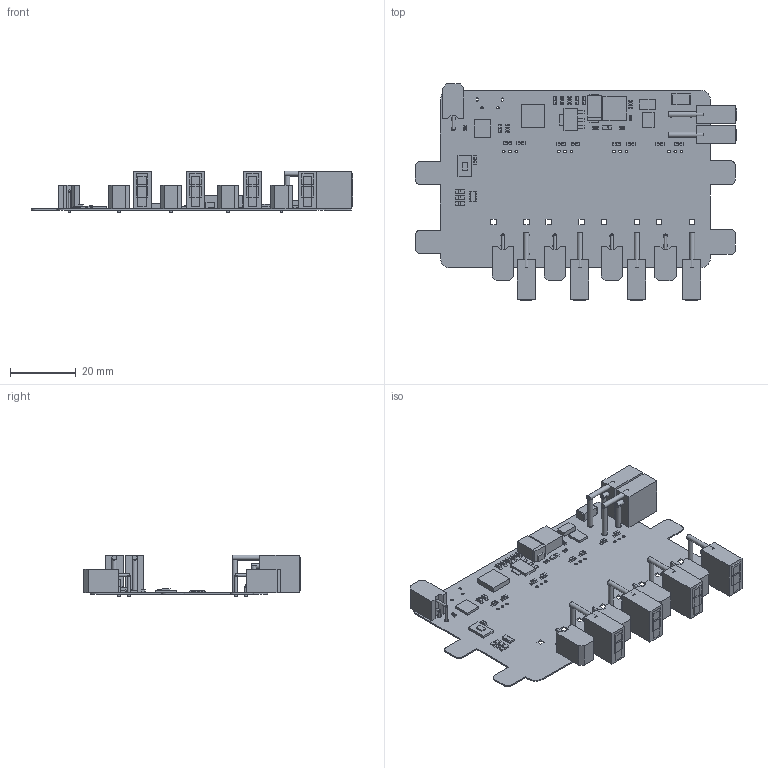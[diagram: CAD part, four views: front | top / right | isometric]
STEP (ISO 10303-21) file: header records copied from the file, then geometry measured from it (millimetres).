
FILE_DESCRIPTION(('Open CASCADE Model'),'2;1');
FILE_NAME('Open CASCADE Shape Model','2016-08-01T13:24:28',('Author'),( 'Open CASCADE'),'Open CASCADE STEP processor 6.8','Open CASCADE 6.8' ,'Unknown');
FILE_SCHEMA(('AUTOMOTIVE_DESIGN { 1 0 10303 214 1 1 1 1 }'));
Length unit declared in the file: millimetre
Products named in the file (160): PCB; Board; C1; Capacitor_0603_SMD; User_Library-cap0603_cap0603_body_??; User_Library-cap0603_pad_0603_??; C2; C3; C6; C7; C8; C9; C10; 796969920; Extruded; 796970056; C11; C12; C13; C14; C15; 796968560; 796968696; 796968832; 796968968; C16; C17; C18; C19; C20; C21; D1; 796968152; 796971144; 796968424; D2; D3; D4; 796968288; D5 ...
Assembly tree (247 placements, depth 4):
  PCB
    Board
    C1
      Capacitor_0603_SMD
        User_Library-cap0603_cap0603_body_??
        User_Library-cap0603_pad_0603_??
    C2
      Capacitor_0603_SMD
        User_Library-cap0603_cap0603_body_??
        User_Library-cap0603_pad_0603_??
    C3
      Capacitor_0603_SMD
        User_Library-cap0603_cap0603_body_??
        User_Library-cap0603_pad_0603_??
    C6
      Capacitor_0603_SMD
        User_Library-cap0603_cap0603_body_??
        User_Library-cap0603_pad_0603_??
    C7
      Capacitor_0603_SMD
        User_Library-cap0603_cap0603_body_??
        User_Library-cap0603_pad_0603_??
    C8
      Capacitor_0603_SMD
        User_Library-cap0603_cap0603_body_??
        User_Library-cap0603_pad_0603_??
    C9
      Capacitor_0603_SMD
        User_Library-cap0603_cap0603_body_??
        User_Library-cap0603_pad_0603_??
    C10
      796969920
        Extruded
      796970056  x2
        Extruded
    C11
      Capacitor_0603_SMD
        User_Library-cap0603_cap0603_body_??
        User_Library-cap0603_pad_0603_??
    C12
      Capacitor_0603_SMD
        User_Library-cap0603_cap0603_body_??
        User_Library-cap0603_pad_0603_??
    C13
      Capacitor_0603_SMD
        User_Library-cap0603_cap0603_body_??
        User_Library-cap0603_pad_0603_??
    C14
      Capacitor_0603_SMD
        User_Library-cap0603_cap0603_body_??
        User_Library-cap0603_pad_0603_??
    C15
      796968560
        Extruded
      796968696
        Extruded
      796968832
        Extruded
      796968968
        Extruded
Bounding box: 97.43 x 65.53 x 12.7 mm (x, y, z)
Volume: 9773.2 mm3; surface area: 17627.4 mm2
Topology: 183 solids, 183 shells, 2121 faces, 4756 edges, 2944 vertices
Faces by surface type: plane 1248, cylinder 388, bspline 349, sphere 136
Full cylindrical faces by diameter (mm): 0.762 x30, 0.82 x12, 1.2 x10, 1.524 x24, 1.65 x12
Entity records: 48447 total; most frequent: CARTESIAN_POINT 19560, DIRECTION 4748, LINE 2876, VECTOR 2876, ORIENTED_EDGE 2472, PCURVE 2472, DEFINITIONAL_REPRESENTATION 2472, EDGE_CURVE 1236
